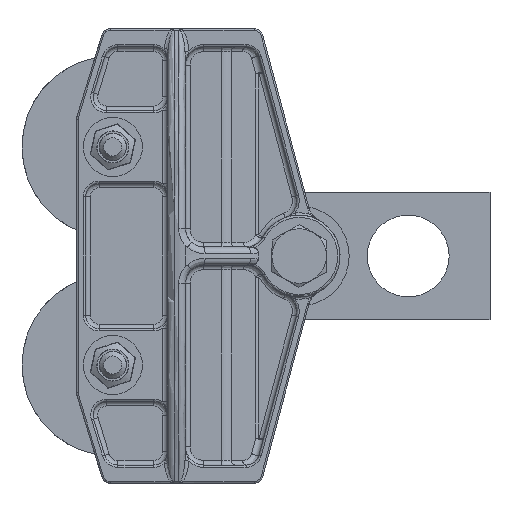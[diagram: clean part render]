
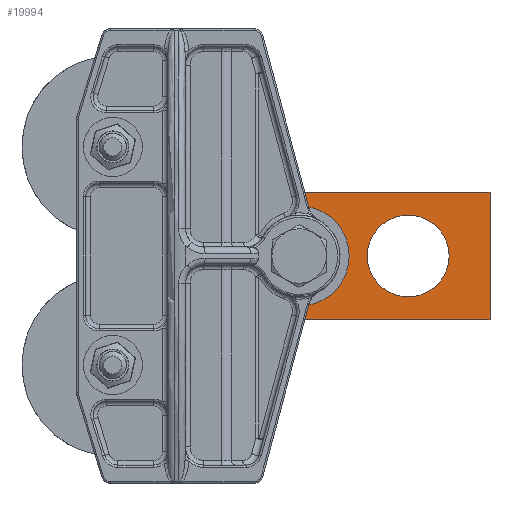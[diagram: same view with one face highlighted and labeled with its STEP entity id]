
A CAD part, left-side view. The second image highlights one B-rep face of the part: STEP entity #19994.
In plain terms, the highlighted face is planar.
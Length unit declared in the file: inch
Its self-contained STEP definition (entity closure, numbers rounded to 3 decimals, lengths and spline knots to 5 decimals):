
#19781=CARTESIAN_POINT('',(-0.86097,-0.594,0.0));
#19782=VERTEX_POINT('',#19781);
#19783=CARTESIAN_POINT('',(-0.29847,-0.594,0.0));
#19784=DIRECTION('',(0.0,0.0,1.0));
#19785=DIRECTION('',(1.0,0.0,0.0));
#19786=AXIS2_PLACEMENT_3D('',#19783,#19784,#19785);
#19787=CIRCLE('',#19786,0.5625);
#19788=EDGE_CURVE('',#19782,#19782,#19787,.T.);
#19830=CARTESIAN_POINT('',(-0.5641,-2.094,0.0));
#19831=VERTEX_POINT('',#19830);
#19832=CARTESIAN_POINT('',(-0.29847,-2.094,0.0));
#19833=DIRECTION('',(0.0,0.0,1.0));
#19834=DIRECTION('',(1.0,0.0,0.0));
#19835=AXIS2_PLACEMENT_3D('',#19832,#19833,#19834);
#19836=CIRCLE('',#19835,0.26563);
#19837=EDGE_CURVE('',#19831,#19831,#19836,.T.);
#19868=CARTESIAN_POINT('',(0.57653,-2.719,0.0));
#19869=VERTEX_POINT('',#19868);
#19876=CARTESIAN_POINT('',(0.57653,0.531,0.0));
#19877=VERTEX_POINT('',#19876);
#19878=CARTESIAN_POINT('',(0.57653,-2.719,0.0));
#19879=DIRECTION('',(0.0,1.0,0.0));
#19880=VECTOR('',#19879,3.25);
#19881=LINE('',#19878,#19880);
#19882=EDGE_CURVE('',#19869,#19877,#19881,.T.);
#19906=CARTESIAN_POINT('',(-1.17347,-2.719,0.0));
#19907=VERTEX_POINT('',#19906);
#19914=CARTESIAN_POINT('',(-1.17347,-2.719,0.0));
#19915=DIRECTION('',(1.0,0.0,0.0));
#19916=VECTOR('',#19915,1.75);
#19917=LINE('',#19914,#19916);
#19918=EDGE_CURVE('',#19907,#19869,#19917,.T.);
#19937=CARTESIAN_POINT('',(-1.17347,0.531,0.0));
#19938=VERTEX_POINT('',#19937);
#19945=CARTESIAN_POINT('',(-1.17347,0.531,0.0));
#19946=DIRECTION('',(0.0,-1.0,0.0));
#19947=VECTOR('',#19946,3.25);
#19948=LINE('',#19945,#19947);
#19949=EDGE_CURVE('',#19938,#19907,#19948,.T.);
#19967=CARTESIAN_POINT('',(0.57653,0.531,0.0));
#19968=DIRECTION('',(-1.0,0.0,0.0));
#19969=VECTOR('',#19968,1.75);
#19970=LINE('',#19967,#19969);
#19971=EDGE_CURVE('',#19877,#19938,#19970,.T.);
#19977=CARTESIAN_POINT('',(-0.29847,-1.094,0.0));
#19978=DIRECTION('',(0.0,0.0,1.0));
#19979=DIRECTION('',(1.0,0.0,0.0));
#19980=AXIS2_PLACEMENT_3D('',#19977,#19978,#19979);
#19981=PLANE('',#19980);
#19982=ORIENTED_EDGE('',*,*,#19971,.F.);
#19983=ORIENTED_EDGE('',*,*,#19882,.F.);
#19984=ORIENTED_EDGE('',*,*,#19918,.F.);
#19985=ORIENTED_EDGE('',*,*,#19949,.F.);
#19986=EDGE_LOOP('',(#19982,#19983,#19984,#19985));
#19987=FACE_OUTER_BOUND('',#19986,.T.);
#19988=ORIENTED_EDGE('',*,*,#19788,.T.);
#19989=EDGE_LOOP('',(#19988));
#19990=FACE_BOUND('',#19989,.T.);
#19991=ORIENTED_EDGE('',*,*,#19837,.T.);
#19992=EDGE_LOOP('',(#19991));
#19993=FACE_BOUND('',#19992,.T.);
#19994=ADVANCED_FACE('',(#19987,#19990,#19993),#19981,.F.);
